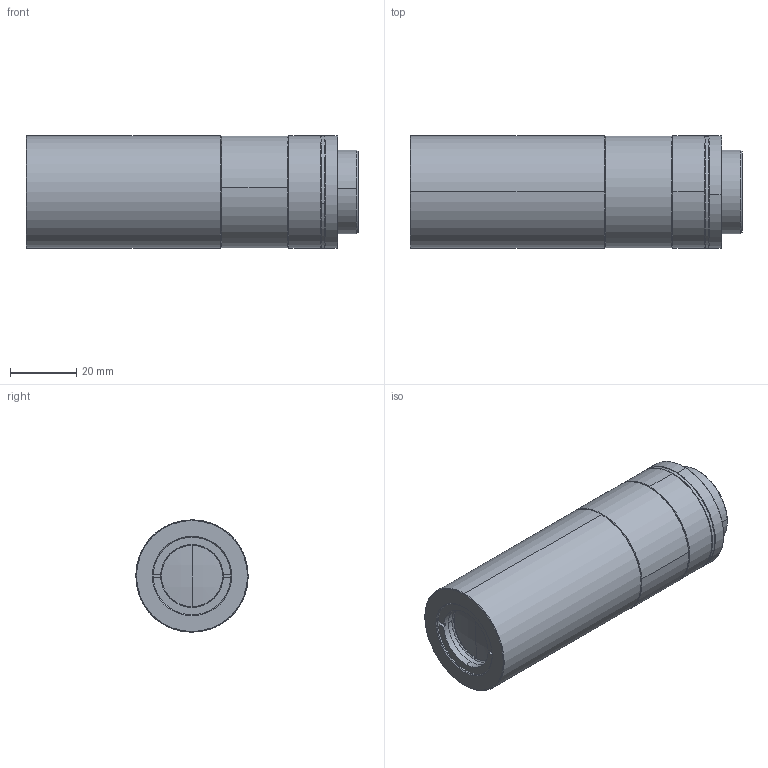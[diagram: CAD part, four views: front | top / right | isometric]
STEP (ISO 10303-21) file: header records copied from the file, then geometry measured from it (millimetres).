
FILE_DESCRIPTION (( 'STEP AP214' ), '1' );
FILE_NAME ('TTL11.5-11.5-25C.STEP', '2023-05-12T05:56:12', ( '' ), ( '' ), 'SwSTEP 2.0', 'SolidWorks 2022', '' );
FILE_SCHEMA (( 'AUTOMOTIVE_DESIGN' ));
Length unit declared in the file: millimetre
Products named in the file (1): TTL11.5-11.5-25C
Bounding box: 100.53 x 34 x 34 mm (x, y, z)
Volume: 72117.9 mm3; surface area: 32032.2 mm2
Topology: 18 solids, 18 shells, 297 faces, 660 edges, 419 vertices
Faces by surface type: cylinder 108, cone 83, plane 74, bspline 32
Entity records: 13141 total; most frequent: CARTESIAN_POINT 2863, DIRECTION 1555, ORIENTED_EDGE 1320, AXIS2_PLACEMENT_3D 661, EDGE_CURVE 660, VERTEX_POINT 419, CIRCLE 395, EDGE_LOOP 347
